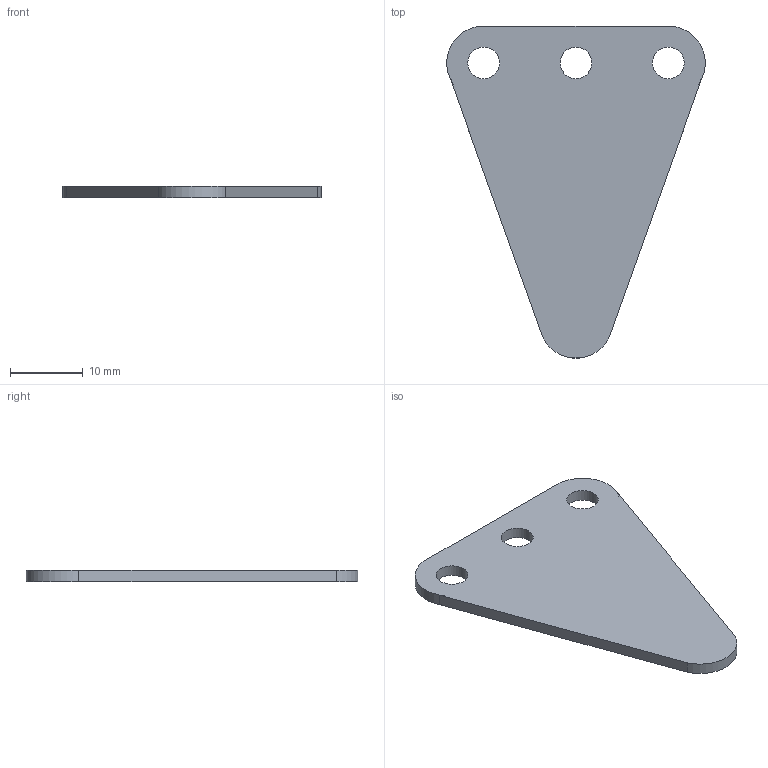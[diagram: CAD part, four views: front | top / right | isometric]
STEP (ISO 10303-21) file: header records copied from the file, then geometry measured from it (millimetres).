
FILE_DESCRIPTION(/* description */ (''),/* implementation_level */ '2;1');
FILE_NAME(/* name */ 'Wing poly short.stp',/* time_stamp */ '2024-01-16T16:45:20-08:00',/* author */ ('Robodox'),/* organization */ (''),/* preprocessor_version */ 'ST-DEVELOPER v19',/* originating_system */ 'Autodesk Inventor 2023',/* authorisation */ '');
FILE_SCHEMA (('AUTOMOTIVE_DESIGN { 1 0 10303 214 3 1 1 }'));
Length unit declared in the file: inch
Products named in the file (1): Wing poly short
Bounding box: 35.54 x 45.67 x 1.59 mm (x, y, z)
Volume: 1584.2 mm3; surface area: 2277.7 mm2
Topology: 1 solids, 1 shells, 15 faces, 39 edges, 22 vertices
Faces by surface type: cylinder 8, plane 7
Full cylindrical faces by diameter (mm): 4.369 x3
Entity records: 518 total; most frequent: DIRECTION 87, ORIENTED_EDGE 78, CARTESIAN_POINT 77, EDGE_CURVE 39, AXIS2_PLACEMENT_3D 32, LINE 23, VECTOR 23, VERTEX_POINT 22
